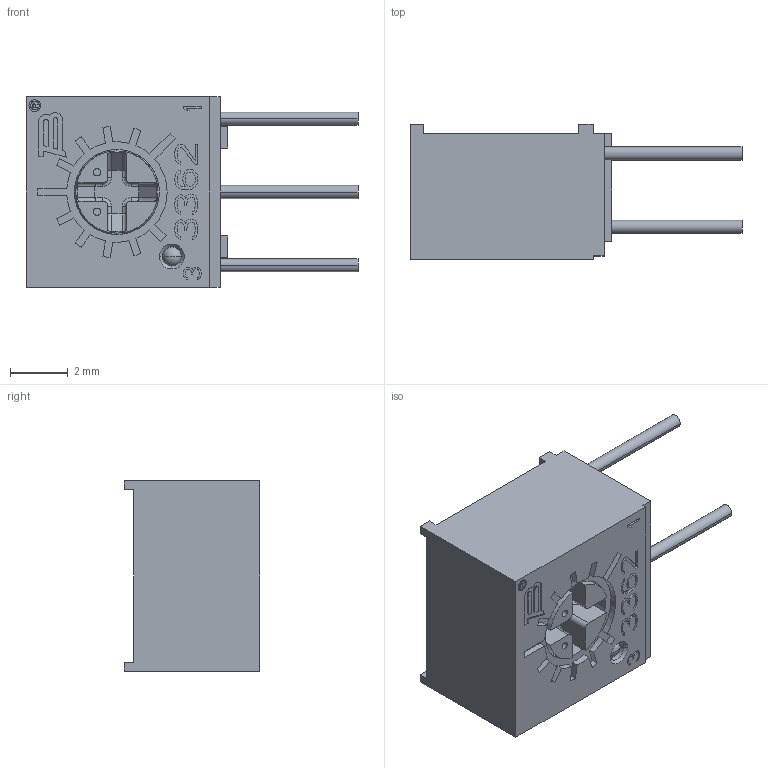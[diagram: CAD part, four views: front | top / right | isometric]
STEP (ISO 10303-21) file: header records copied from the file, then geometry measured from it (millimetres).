
FILE_DESCRIPTION((''),'2;1');
FILE_NAME('3362W001','2015-04-01T',('minhn'),('Bourns, Inc.'),'PRO/ENGINEER BY PARAMETRIC TECHNOLOGY CORPORATION, 2012230','PRO/ENGINEER BY PARAMETRIC TECHNOLOGY CORPORATION, 2012230','');
FILE_SCHEMA(('CONFIG_CONTROL_DESIGN'));
Length unit declared in the file: inch
Products named in the file (1): 3362W001
Bounding box: 11.51 x 4.7 x 6.6 mm (x, y, z)
Volume: 189 mm3; surface area: 290.6 mm2
Topology: 3 solids, 3 shells, 509 faces, 1470 edges, 985 vertices
Faces by surface type: plane 414, cylinder 74, torus 13, cone 6, sphere 2
Entity records: 16724 total; most frequent: CARTESIAN_POINT 3147, ORIENTED_EDGE 2936, DIRECTION 2651, EDGE_CURVE 1468, VECTOR 1231, LINE 1231, VERTEX_POINT 985, AXIS2_PLACEMENT_3D 710
